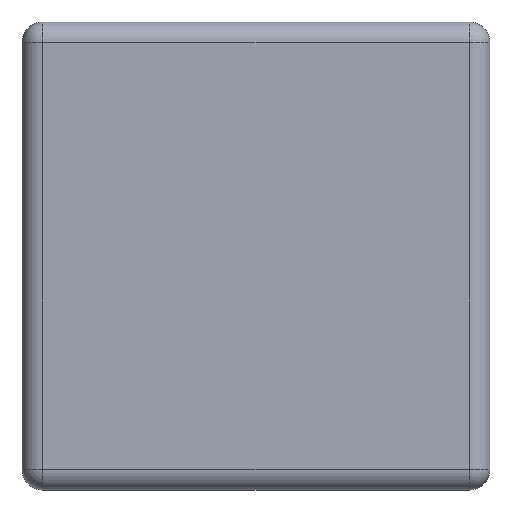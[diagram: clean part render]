
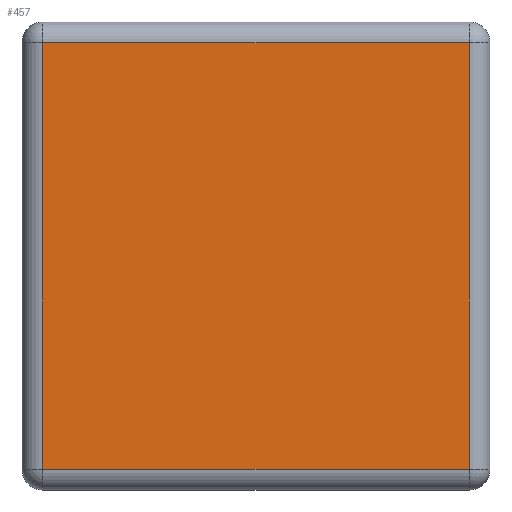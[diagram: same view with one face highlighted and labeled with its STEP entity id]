
A CAD part, top view. The second image highlights one B-rep face of the part: STEP entity #457.
In plain terms, the highlighted planar face has unit normal (0, 0, 1).
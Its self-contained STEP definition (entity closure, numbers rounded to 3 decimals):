
#31=LINE('',#777,#51);
#32=LINE('',#779,#52);
#33=LINE('',#781,#53);
#34=LINE('',#782,#54);
#51=VECTOR('',#607,41.);
#52=VECTOR('',#608,41.);
#53=VECTOR('',#609,41.);
#54=VECTOR('',#610,41.);
#69=PLANE('',#509);
#107=FACE_OUTER_BOUND('',#153,.T.);
#153=EDGE_LOOP('',(#350,#351,#352,#353));
#251=VERTEX_POINT('',#775);
#252=VERTEX_POINT('',#776);
#253=VERTEX_POINT('',#778);
#254=VERTEX_POINT('',#780);
#291=EDGE_CURVE('',#251,#252,#31,.T.);
#292=EDGE_CURVE('',#253,#251,#32,.T.);
#293=EDGE_CURVE('',#254,#253,#33,.T.);
#294=EDGE_CURVE('',#252,#254,#34,.T.);
#350=ORIENTED_EDGE('',*,*,#291,.F.);
#351=ORIENTED_EDGE('',*,*,#292,.F.);
#352=ORIENTED_EDGE('',*,*,#293,.F.);
#353=ORIENTED_EDGE('',*,*,#294,.F.);
#457=ADVANCED_FACE('',(#107),#69,.T.);
#509=AXIS2_PLACEMENT_3D('',#774,#605,#606);
#605=DIRECTION('center_axis',(0.,0.,1.));
#606=DIRECTION('ref_axis',(1.,0.,0.));
#607=DIRECTION('',(1.,0.,0.));
#608=DIRECTION('',(0.,1.,0.));
#609=DIRECTION('',(-1.,0.,0.));
#610=DIRECTION('',(0.,-1.,0.));
#774=CARTESIAN_POINT('Origin',(0.,0.,2.5));
#775=CARTESIAN_POINT('',(-20.5,20.5,2.5));
#776=CARTESIAN_POINT('',(20.5,20.5,2.5));
#777=CARTESIAN_POINT('',(11.25,20.5,2.5));
#778=CARTESIAN_POINT('',(-20.5,-20.5,2.5));
#779=CARTESIAN_POINT('',(-20.5,11.25,2.5));
#780=CARTESIAN_POINT('',(20.5,-20.5,2.5));
#781=CARTESIAN_POINT('',(-11.25,-20.5,2.5));
#782=CARTESIAN_POINT('',(20.5,-11.25,2.5));
